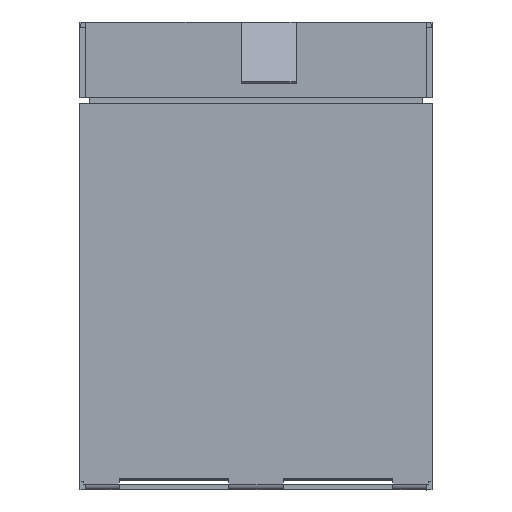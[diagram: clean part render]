
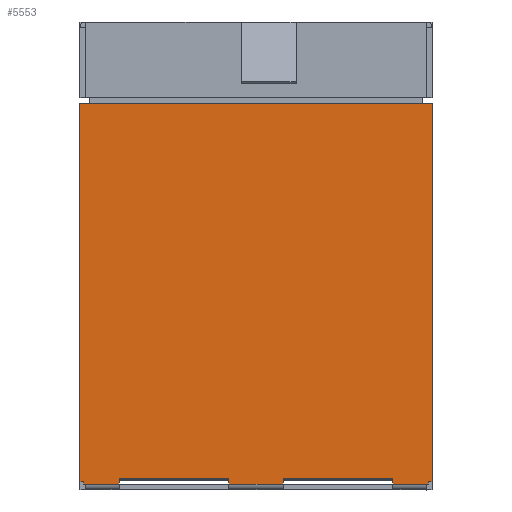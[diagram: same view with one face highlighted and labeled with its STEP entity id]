
A CAD part, top view. The second image highlights one B-rep face of the part: STEP entity #5553.
In plain terms, the highlighted planar face has unit normal (0, 0, 1).
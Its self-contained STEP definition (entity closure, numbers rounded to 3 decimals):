
#451=FACE_OUTER_BOUND($,#792,.T.);
#792=EDGE_LOOP($,(#4467,#4468,#4469,#4470,#4471,#4472,#4473,#4474,#4475,
#4476,#4477,#4478,#4479,#4480,#4481,#4482));
#1275=LINE($,#8870,#1924);
#1284=LINE($,#8888,#1933);
#1290=LINE($,#8900,#1939);
#1291=LINE($,#8902,#1940);
#1292=LINE($,#8904,#1941);
#1293=LINE($,#8906,#1942);
#1294=LINE($,#8908,#1943);
#1295=LINE($,#8910,#1944);
#1296=LINE($,#8912,#1945);
#1297=LINE($,#8914,#1946);
#1298=LINE($,#8916,#1947);
#1299=LINE($,#8918,#1948);
#1300=LINE($,#8920,#1949);
#1301=LINE($,#8922,#1950);
#1302=LINE($,#8924,#1951);
#1303=LINE($,#8925,#1952);
#1924=VECTOR($,#7124,16.34);
#1933=VECTOR($,#7137,17.544);
#1939=VECTOR($,#7145,17.544);
#1940=VECTOR($,#7146,0.169);
#1941=VECTOR($,#7147,0.102);
#1942=VECTOR($,#7148,1.651);
#1943=VECTOR($,#7149,0.254);
#1944=VECTOR($,#7150,5.08);
#1945=VECTOR($,#7151,0.254);
#1946=VECTOR($,#7152,2.54);
#1947=VECTOR($,#7153,0.254);
#1948=VECTOR($,#7154,5.08);
#1949=VECTOR($,#7155,0.254);
#1950=VECTOR($,#7156,1.651);
#1951=VECTOR($,#7157,0.102);
#1952=VECTOR($,#7158,0.169);
#2533=VERTEX_POINT($,#8867);
#2534=VERTEX_POINT($,#8869);
#2541=VERTEX_POINT($,#8887);
#2546=VERTEX_POINT($,#8899);
#2547=VERTEX_POINT($,#8901);
#2548=VERTEX_POINT($,#8903);
#2549=VERTEX_POINT($,#8905);
#2550=VERTEX_POINT($,#8907);
#2551=VERTEX_POINT($,#8909);
#2552=VERTEX_POINT($,#8911);
#2553=VERTEX_POINT($,#8913);
#2554=VERTEX_POINT($,#8915);
#2555=VERTEX_POINT($,#8917);
#2556=VERTEX_POINT($,#8919);
#2557=VERTEX_POINT($,#8921);
#2558=VERTEX_POINT($,#8923);
#3202=EDGE_CURVE($,#2534,#2533,#1275,.T.);
#3211=EDGE_CURVE($,#2534,#2541,#1284,.T.);
#3217=EDGE_CURVE($,#2546,#2533,#1290,.T.);
#3218=EDGE_CURVE($,#2547,#2546,#1291,.T.);
#3219=EDGE_CURVE($,#2548,#2547,#1292,.T.);
#3220=EDGE_CURVE($,#2549,#2548,#1293,.T.);
#3221=EDGE_CURVE($,#2550,#2549,#1294,.T.);
#3222=EDGE_CURVE($,#2551,#2550,#1295,.T.);
#3223=EDGE_CURVE($,#2552,#2551,#1296,.T.);
#3224=EDGE_CURVE($,#2553,#2552,#1297,.T.);
#3225=EDGE_CURVE($,#2554,#2553,#1298,.T.);
#3226=EDGE_CURVE($,#2555,#2554,#1299,.T.);
#3227=EDGE_CURVE($,#2556,#2555,#1300,.T.);
#3228=EDGE_CURVE($,#2557,#2556,#1301,.T.);
#3229=EDGE_CURVE($,#2558,#2557,#1302,.T.);
#3230=EDGE_CURVE($,#2541,#2558,#1303,.T.);
#4467=ORIENTED_EDGE($,*,*,#3202,.T.);
#4468=ORIENTED_EDGE($,*,*,#3217,.F.);
#4469=ORIENTED_EDGE($,*,*,#3218,.F.);
#4470=ORIENTED_EDGE($,*,*,#3219,.F.);
#4471=ORIENTED_EDGE($,*,*,#3220,.F.);
#4472=ORIENTED_EDGE($,*,*,#3221,.F.);
#4473=ORIENTED_EDGE($,*,*,#3222,.F.);
#4474=ORIENTED_EDGE($,*,*,#3223,.F.);
#4475=ORIENTED_EDGE($,*,*,#3224,.F.);
#4476=ORIENTED_EDGE($,*,*,#3225,.F.);
#4477=ORIENTED_EDGE($,*,*,#3226,.F.);
#4478=ORIENTED_EDGE($,*,*,#3227,.F.);
#4479=ORIENTED_EDGE($,*,*,#3228,.F.);
#4480=ORIENTED_EDGE($,*,*,#3229,.F.);
#4481=ORIENTED_EDGE($,*,*,#3230,.F.);
#4482=ORIENTED_EDGE($,*,*,#3211,.F.);
#5229=PLANE($,#6036);
#5553=ADVANCED_FACE($,(#451),#5229,.T.);
#6036=AXIS2_PLACEMENT_3D($,#8898,#7143,#7144);
#7124=DIRECTION($,(-1.,0.,0.));
#7137=DIRECTION($,(0.,-1.,0.));
#7143=DIRECTION('center_axis',(0.,0.,
1.));
#7144=DIRECTION('ref_axis',(1.,0.,0.));
#7145=DIRECTION($,(0.,1.,0.));
#7146=DIRECTION($,(-1.,0.,0.));
#7147=DIRECTION($,(0.,1.,0.));
#7148=DIRECTION($,(-1.,0.,0.));
#7149=DIRECTION($,(0.,-1.,0.));
#7150=DIRECTION($,(-1.,0.,0.));
#7151=DIRECTION($,(0.,1.,0.));
#7152=DIRECTION($,(-1.,0.,0.));
#7153=DIRECTION($,(0.,-1.,0.));
#7154=DIRECTION($,(-1.,0.,0.));
#7155=DIRECTION($,(0.,1.,0.));
#7156=DIRECTION($,(-1.,0.,0.));
#7157=DIRECTION($,(0.,-1.,0.));
#7158=DIRECTION($,(-1.,0.,0.));
#8867=CARTESIAN_POINT('',(-8.17,14.55,13.987));
#8869=CARTESIAN_POINT('',(8.17,14.55,13.987));
#8870=CARTESIAN_POINT($,(-1.25,14.55,13.987));
#8887=CARTESIAN_POINT('',(8.17,-2.994,13.987));
#8888=CARTESIAN_POINT($,(8.17,18.35,13.987));
#8898=CARTESIAN_POINT('Origin',(0.,10.55,13.987));
#8899=CARTESIAN_POINT('',(-8.17,-2.994,13.987));
#8900=CARTESIAN_POINT($,(-8.17,3.008,13.987));
#8901=CARTESIAN_POINT('',(-8.001,-2.994,13.987));
#8902=CARTESIAN_POINT($,(-8.001,-2.994,13.987));
#8903=CARTESIAN_POINT('',(-8.001,-3.096,13.987));
#8904=CARTESIAN_POINT($,(-8.001,2.907,13.987));
#8905=CARTESIAN_POINT('',(-6.35,-3.096,13.987));
#8906=CARTESIAN_POINT($,(-6.35,-3.096,13.987));
#8907=CARTESIAN_POINT('',(-6.35,-2.842,13.987));
#8908=CARTESIAN_POINT($,(-6.35,3.161,13.987));
#8909=CARTESIAN_POINT('',(-1.27,-2.842,13.987));
#8910=CARTESIAN_POINT($,(-1.27,-2.842,13.987));
#8911=CARTESIAN_POINT('',(-1.27,-3.096,13.987));
#8912=CARTESIAN_POINT($,(-1.27,2.907,13.987));
#8913=CARTESIAN_POINT('',(1.27,-3.096,13.987));
#8914=CARTESIAN_POINT($,(1.27,-3.096,13.987));
#8915=CARTESIAN_POINT('',(1.27,-2.842,13.987));
#8916=CARTESIAN_POINT($,(1.27,3.161,13.987));
#8917=CARTESIAN_POINT('',(6.35,-2.842,13.987));
#8918=CARTESIAN_POINT($,(6.35,-2.842,13.987));
#8919=CARTESIAN_POINT('',(6.35,-3.096,13.987));
#8920=CARTESIAN_POINT($,(6.35,2.907,13.987));
#8921=CARTESIAN_POINT('',(8.001,-3.096,13.987));
#8922=CARTESIAN_POINT($,(8.001,-3.096,13.987));
#8923=CARTESIAN_POINT('',(8.001,-2.994,13.987));
#8924=CARTESIAN_POINT($,(8.001,3.008,13.987));
#8925=CARTESIAN_POINT($,(8.255,-2.994,13.987));
